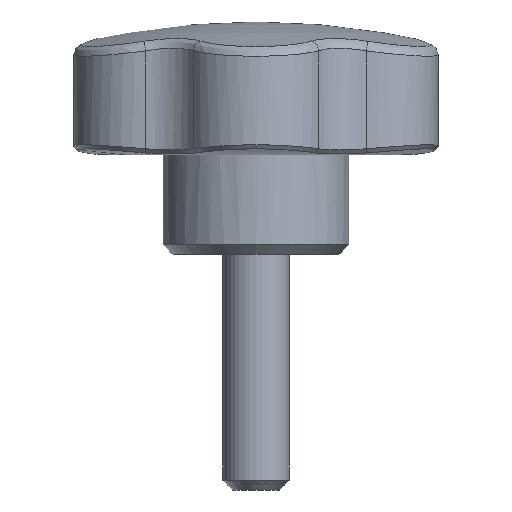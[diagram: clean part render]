
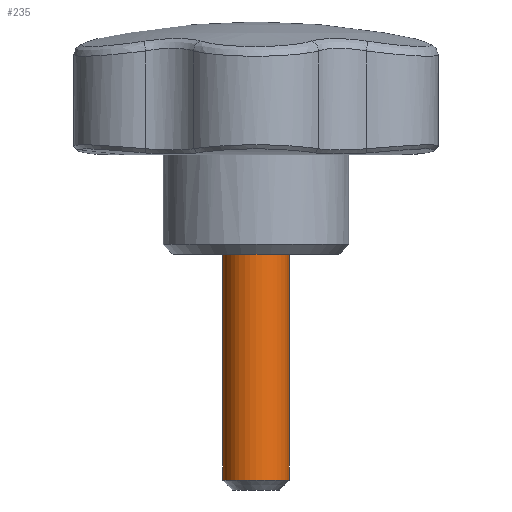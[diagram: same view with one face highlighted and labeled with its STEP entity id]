
A CAD part, front view. The second image highlights one B-rep face of the part: STEP entity #235.
In plain terms, the highlighted cylindrical face has radius 5 mm (diameter 10 mm), a full revolution.
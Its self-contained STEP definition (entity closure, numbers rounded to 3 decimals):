
#235 = ADVANCED_FACE( '', ( #499, #500 ), #501, .T. );
#499 = FACE_OUTER_BOUND( '', #2366, .T. );
#500 = FACE_OUTER_BOUND( '', #2367, .T. );
#501 = CYLINDRICAL_SURFACE( '', #2368, 5. );
#2366 = EDGE_LOOP( '', ( #4115 ) );
#2367 = EDGE_LOOP( '', ( #4116 ) );
#2368 = AXIS2_PLACEMENT_3D( '', #4117, #4118, #4119 );
#4115 = ORIENTED_EDGE( '', *, *, #4615, .T. );
#4116 = ORIENTED_EDGE( '', *, *, #4616, .F. );
#4117 = CARTESIAN_POINT( '', ( 0., 0., -35.5 ) );
#4118 = DIRECTION( '', ( 0., 0., -1. ) );
#4119 = DIRECTION( '', ( 1., 0., 0. ) );
#4615 = EDGE_CURVE( '', #5026, #5026, #5027, .T. );
#4616 = EDGE_CURVE( '', #5028, #5028, #5029, .T. );
#5026 = VERTEX_POINT( '', #7315 );
#5027 = CIRCLE( '', #7316, 5. );
#5028 = VERTEX_POINT( '', #7317 );
#5029 = CIRCLE( '', #7318, 5. );
#7315 = CARTESIAN_POINT( '', ( 5., 0., -34. ) );
#7316 = AXIS2_PLACEMENT_3D( '', #8063, #8064, #8065 );
#7317 = CARTESIAN_POINT( '', ( 5., 0., 0. ) );
#7318 = AXIS2_PLACEMENT_3D( '', #8066, #8067, #8068 );
#8063 = CARTESIAN_POINT( '', ( 0., 0., -34. ) );
#8064 = DIRECTION( '', ( 0., 0., 1. ) );
#8065 = DIRECTION( '', ( 1., 0., 0. ) );
#8066 = CARTESIAN_POINT( '', ( 0., 0., 0. ) );
#8067 = DIRECTION( '', ( 0., 0., 1. ) );
#8068 = DIRECTION( '', ( 1., 0., 0. ) );
